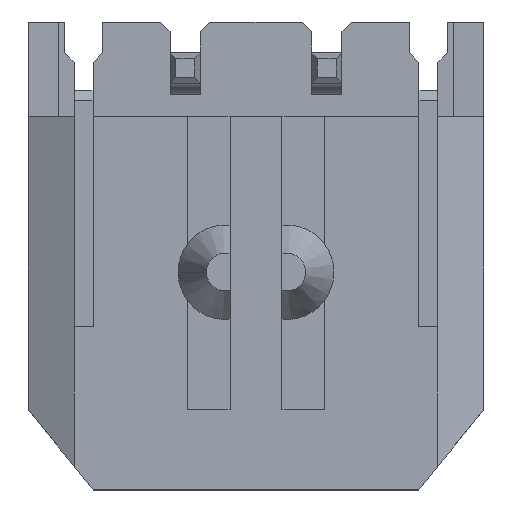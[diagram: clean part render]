
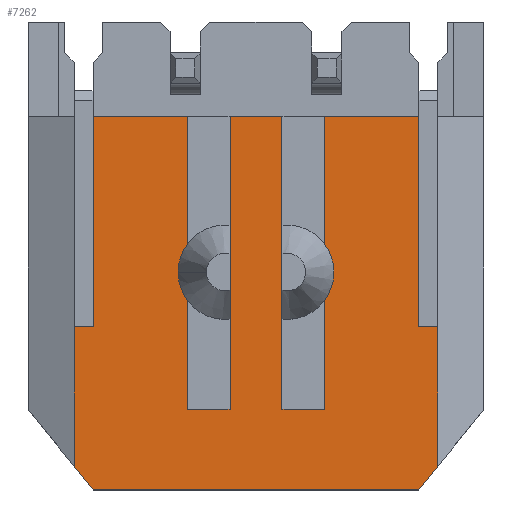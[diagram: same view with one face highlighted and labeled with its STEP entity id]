
A CAD part, top view. The second image highlights one B-rep face of the part: STEP entity #7262.
In plain terms, the highlighted planar face has unit normal (0, 0, 1).
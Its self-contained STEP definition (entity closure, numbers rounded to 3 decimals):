
#61=CARTESIAN_POINT('',(-4.95,-1.505,0.));
#62=VERTEX_POINT('',#61);
#69=CARTESIAN_POINT('',(-4.95,2.945,0.));
#70=VERTEX_POINT('',#69);
#71=CARTESIAN_POINT('',(-4.95,-1.505,0.));
#72=DIRECTION('',(0.,1.,0.));
#73=VECTOR('',#72,4.45);
#74=LINE('',#71,#73);
#75=EDGE_CURVE('',#62,#70,#74,.T.);
#267=CARTESIAN_POINT('',(-5.35,-1.505,0.));
#268=VERTEX_POINT('',#267);
#275=CARTESIAN_POINT('',(-5.35,-1.505,0.));
#276=DIRECTION('',(1.,0.,0.));
#277=VECTOR('',#276,0.4);
#278=LINE('',#275,#277);
#279=EDGE_CURVE('',#268,#62,#278,.T.);
#1041=CARTESIAN_POINT('',(-5.35,-4.46,0.));
#1042=VERTEX_POINT('',#1041);
#1043=CARTESIAN_POINT('',(-5.35,-4.46,0.));
#1044=DIRECTION('',(0.,1.,0.));
#1045=VECTOR('',#1044,2.955);
#1046=LINE('',#1043,#1045);
#1047=EDGE_CURVE('',#1042,#268,#1046,.T.);
#1096=CARTESIAN_POINT('',(-4.95,-4.955,0.));
#1097=VERTEX_POINT('',#1096);
#1104=CARTESIAN_POINT('',(-4.95,-4.955,0.));
#1105=DIRECTION('',(-0.629,0.778,0.));
#1106=VECTOR('',#1105,0.636);
#1107=LINE('',#1104,#1106);
#1108=EDGE_CURVE('',#1097,#1042,#1107,.T.);
#3526=CARTESIAN_POINT('',(-2.95,2.945,0.));
#3527=VERTEX_POINT('',#3526);
#3528=CARTESIAN_POINT('',(-4.95,2.945,0.));
#3529=DIRECTION('',(1.,0.,0.));
#3530=VECTOR('',#3529,2.);
#3531=LINE('',#3528,#3530);
#3532=EDGE_CURVE('',#70,#3527,#3531,.T.);
#3550=CARTESIAN_POINT('',(-2.05,2.945,0.));
#3551=VERTEX_POINT('',#3550);
#3558=CARTESIAN_POINT('',(-0.95,2.945,0.));
#3559=VERTEX_POINT('',#3558);
#3560=CARTESIAN_POINT('',(-2.05,2.945,0.));
#3561=DIRECTION('',(1.,0.,0.));
#3562=VECTOR('',#3561,1.1);
#3563=LINE('',#3560,#3562);
#3564=EDGE_CURVE('',#3551,#3559,#3563,.T.);
#3582=CARTESIAN_POINT('',(-0.05,2.945,0.));
#3583=VERTEX_POINT('',#3582);
#3590=CARTESIAN_POINT('',(1.95,2.945,0.));
#3591=VERTEX_POINT('',#3590);
#3592=CARTESIAN_POINT('',(-0.05,2.945,0.));
#3593=DIRECTION('',(1.,0.,0.));
#3594=VECTOR('',#3593,2.);
#3595=LINE('',#3592,#3594);
#3596=EDGE_CURVE('',#3583,#3591,#3595,.T.);
#3968=CARTESIAN_POINT('',(1.95,-1.505,0.));
#3969=VERTEX_POINT('',#3968);
#3970=CARTESIAN_POINT('',(1.95,2.945,0.));
#3971=DIRECTION('',(0.,-1.,0.));
#3972=VECTOR('',#3971,4.45);
#3973=LINE('',#3970,#3972);
#3974=EDGE_CURVE('',#3591,#3969,#3973,.T.);
#4019=CARTESIAN_POINT('',(1.95,-4.955,0.));
#4020=VERTEX_POINT('',#4019);
#4027=CARTESIAN_POINT('',(1.95,-4.955,0.));
#4028=DIRECTION('',(-1.,0.,0.));
#4029=VECTOR('',#4028,6.9);
#4030=LINE('',#4027,#4029);
#4031=EDGE_CURVE('',#4020,#1097,#4030,.T.);
#4127=CARTESIAN_POINT('',(2.35,-1.505,0.));
#4128=VERTEX_POINT('',#4127);
#4129=CARTESIAN_POINT('',(1.95,-1.505,0.));
#4130=DIRECTION('',(1.,0.,0.));
#4131=VECTOR('',#4130,0.4);
#4132=LINE('',#4129,#4131);
#4133=EDGE_CURVE('',#3969,#4128,#4132,.T.);
#4189=CARTESIAN_POINT('',(2.35,-4.46,0.));
#4190=VERTEX_POINT('',#4189);
#4221=CARTESIAN_POINT('',(2.35,-1.505,0.));
#4222=DIRECTION('',(0.,-1.,0.));
#4223=VECTOR('',#4222,2.955);
#4224=LINE('',#4221,#4223);
#4225=EDGE_CURVE('',#4128,#4190,#4224,.T.);
#4236=CARTESIAN_POINT('',(2.35,-4.46,0.));
#4237=DIRECTION('',(-0.629,-0.778,0.));
#4238=VECTOR('',#4237,0.636);
#4239=LINE('',#4236,#4238);
#4240=EDGE_CURVE('',#4190,#4020,#4239,.T.);
#7199=CARTESIAN_POINT('',(-1.5,0.29,0.));
#7200=DIRECTION('',(-1.,0.,0.));
#7201=DIRECTION('',(0.,0.,1.));
#7202=AXIS2_PLACEMENT_3D('',#7199,#7201,#7200);
#7203=PLANE('',#7202);
#7204=ORIENTED_EDGE('',*,*,#3596,.F.);
#7205=CARTESIAN_POINT('',(-0.05,-3.255,0.));
#7206=VERTEX_POINT('',#7205);
#7207=CARTESIAN_POINT('',(-0.05,2.945,0.));
#7208=DIRECTION('',(0.,-1.,0.));
#7209=VECTOR('',#7208,6.2);
#7210=LINE('',#7207,#7209);
#7211=EDGE_CURVE('',#3583,#7206,#7210,.T.);
#7212=ORIENTED_EDGE('',*,*,#7211,.T.);
#7213=CARTESIAN_POINT('',(-0.95,-3.255,0.));
#7214=VERTEX_POINT('',#7213);
#7215=CARTESIAN_POINT('',(-0.05,-3.255,0.));
#7216=DIRECTION('',(-1.,0.,0.));
#7217=VECTOR('',#7216,0.9);
#7218=LINE('',#7215,#7217);
#7219=EDGE_CURVE('',#7206,#7214,#7218,.T.);
#7220=ORIENTED_EDGE('',*,*,#7219,.T.);
#7221=CARTESIAN_POINT('',(-0.95,-3.255,0.));
#7222=DIRECTION('',(0.,1.,0.));
#7223=VECTOR('',#7222,6.2);
#7224=LINE('',#7221,#7223);
#7225=EDGE_CURVE('',#7214,#3559,#7224,.T.);
#7226=ORIENTED_EDGE('',*,*,#7225,.T.);
#7227=ORIENTED_EDGE('',*,*,#3564,.F.);
#7228=CARTESIAN_POINT('',(-2.05,-3.255,0.));
#7229=VERTEX_POINT('',#7228);
#7230=CARTESIAN_POINT('',(-2.05,2.945,0.));
#7231=DIRECTION('',(0.,-1.,0.));
#7232=VECTOR('',#7231,6.2);
#7233=LINE('',#7230,#7232);
#7234=EDGE_CURVE('',#3551,#7229,#7233,.T.);
#7235=ORIENTED_EDGE('',*,*,#7234,.T.);
#7236=CARTESIAN_POINT('',(-2.95,-3.255,0.));
#7237=VERTEX_POINT('',#7236);
#7238=CARTESIAN_POINT('',(-2.05,-3.255,0.));
#7239=DIRECTION('',(-1.,0.,0.));
#7240=VECTOR('',#7239,0.9);
#7241=LINE('',#7238,#7240);
#7242=EDGE_CURVE('',#7229,#7237,#7241,.T.);
#7243=ORIENTED_EDGE('',*,*,#7242,.T.);
#7244=CARTESIAN_POINT('',(-2.95,-3.255,0.));
#7245=DIRECTION('',(0.,1.,0.));
#7246=VECTOR('',#7245,6.2);
#7247=LINE('',#7244,#7246);
#7248=EDGE_CURVE('',#7237,#3527,#7247,.T.);
#7249=ORIENTED_EDGE('',*,*,#7248,.T.);
#7250=ORIENTED_EDGE('',*,*,#3532,.F.);
#7251=ORIENTED_EDGE('',*,*,#75,.F.);
#7252=ORIENTED_EDGE('',*,*,#279,.F.);
#7253=ORIENTED_EDGE('',*,*,#1047,.F.);
#7254=ORIENTED_EDGE('',*,*,#1108,.F.);
#7255=ORIENTED_EDGE('',*,*,#4031,.F.);
#7256=ORIENTED_EDGE('',*,*,#4240,.F.);
#7257=ORIENTED_EDGE('',*,*,#4225,.F.);
#7258=ORIENTED_EDGE('',*,*,#4133,.F.);
#7259=ORIENTED_EDGE('',*,*,#3974,.F.);
#7260=EDGE_LOOP('',(#7204,#7212,#7220,#7226,#7227,#7235,#7243,#7249,#7250,#7251,#7252,#7253,#7254,#7255,#7256,#7257,#7258,#7259));
#7261=FACE_OUTER_BOUND('',#7260,.T.);
#7262=ADVANCED_FACE('',(#7261),#7203,.T.);
